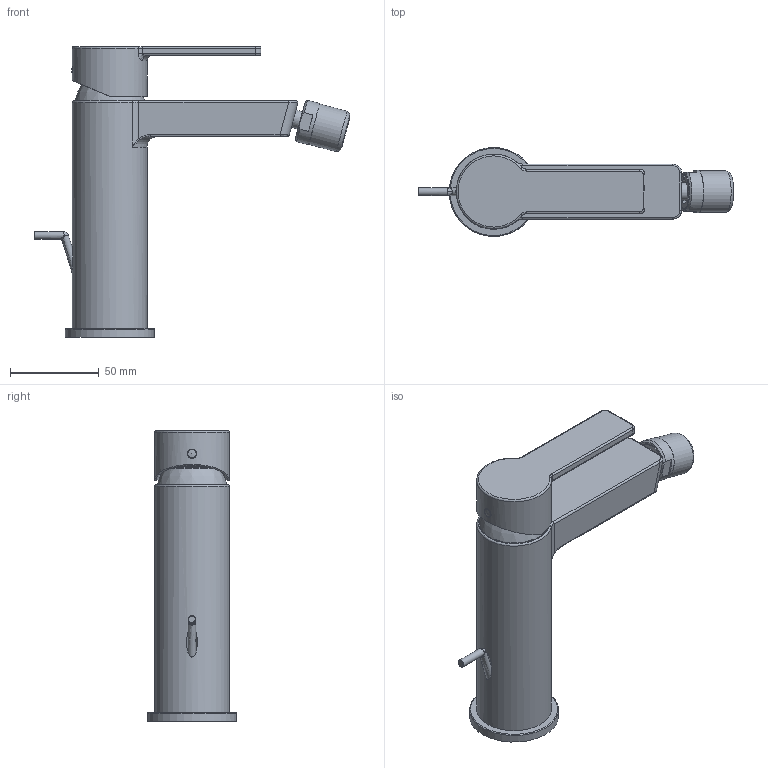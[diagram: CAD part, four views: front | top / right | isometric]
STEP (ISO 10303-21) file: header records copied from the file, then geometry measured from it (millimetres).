
FILE_DESCRIPTION(/* description */ (''),/* implementation_level */ '2;1');
FILE_NAME(/* name */ '3D_TVB103001000_Architectura_2.step',/* time_stamp */ '2022-12-14T13:02:42+01:00',/* author */ (''),/* organization */ (''),/* preprocessor_version */ 'ST-DEVELOPER v19.2',/* originating_system */ 'Autodesk Translation Framework v11.17.0.187',/* authorisation */ '');
FILE_SCHEMA (('AUTOMOTIVE_DESIGN { 1 0 10303 214 3 1 1 }'));
Length unit declared in the file: millimetre
Products named in the file (9): (Nicht gespeichert); 80T46496; 8DZ16251; 8ZG16363; WC-SPRAY-M16X1; 180818-BASIN-F1-B; PP; NG16494_ASM; 8NG16494
Assembly tree (8 placements, depth 3):
  (Nicht gespeichert)
    80T46496
    8DZ16251
    8ZG16363
    WC-SPRAY-M16X1
    180818-BASIN-F1-B
    PP
    NG16494_ASM
      8NG16494
Bounding box: 177.35 x 50 x 163.5 mm (x, y, z)
Volume: 32344.5 mm3; surface area: 56016.4 mm2
Topology: 4 solids, 9 shells, 158 faces, 384 edges, 246 vertices
Faces by surface type: plane 58, cylinder 47, torus 21, bspline 18, cone 11, sphere 3
Full cylindrical faces by diameter (mm): 4.3 x1, 5.1 x1, 5.2 x1, 6 x1, 8 x1, 10 x1, 10.5 x1, 11 x1, 12 x1, 16.2 x1, 18 x1, 20 x1, 23.5 x1, 24 x1, 30 x1, 30.7 x1, 36.8 x1, 38.5 x1, 42 x2, 50 x1
Entity records: 8098 total; most frequent: CARTESIAN_POINT 4160, DIRECTION 825, ORIENTED_EDGE 726, EDGE_CURVE 380, AXIS2_PLACEMENT_3D 342, VERTEX_POINT 246, EDGE_LOOP 179, CIRCLE 159
